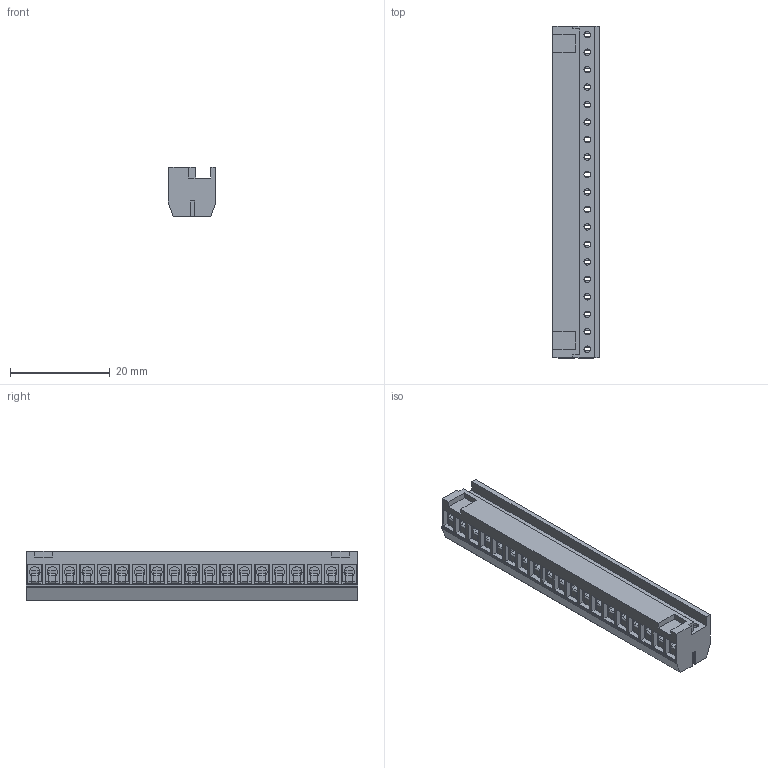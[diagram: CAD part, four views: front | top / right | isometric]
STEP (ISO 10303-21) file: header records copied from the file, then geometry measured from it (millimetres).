
FILE_DESCRIPTION((''),'2;1');
FILE_NAME('0','2024-11-15T14:20:39',('sheji'),(''),'CREO PARAMETRIC BY PTC INC, 2018100','CREO PARAMETRIC BY PTC INC, 2018100','');
FILE_SCHEMA(('CONFIG_CONTROL_DESIGN'));
Length unit declared in the file: millimetre
Products named in the file (1): 0
Bounding box: 9.5 x 66.5 x 10 mm (x, y, z)
Volume: 4683.3 mm3; surface area: 5076.4 mm2
Topology: 1 solids, 1 shells, 1129 faces, 2868 edges, 1779 vertices
Faces by surface type: plane 661, cylinder 278, cone 76, bspline 57, extrusion 57
Entity records: 35318 total; most frequent: CARTESIAN_POINT 8111, ORIENTED_EDGE 5736, DIRECTION 5416, EDGE_CURVE 2868, VECTOR 1970, LINE 1913, VERTEX_POINT 1779, AXIS2_PLACEMENT_3D 1723
